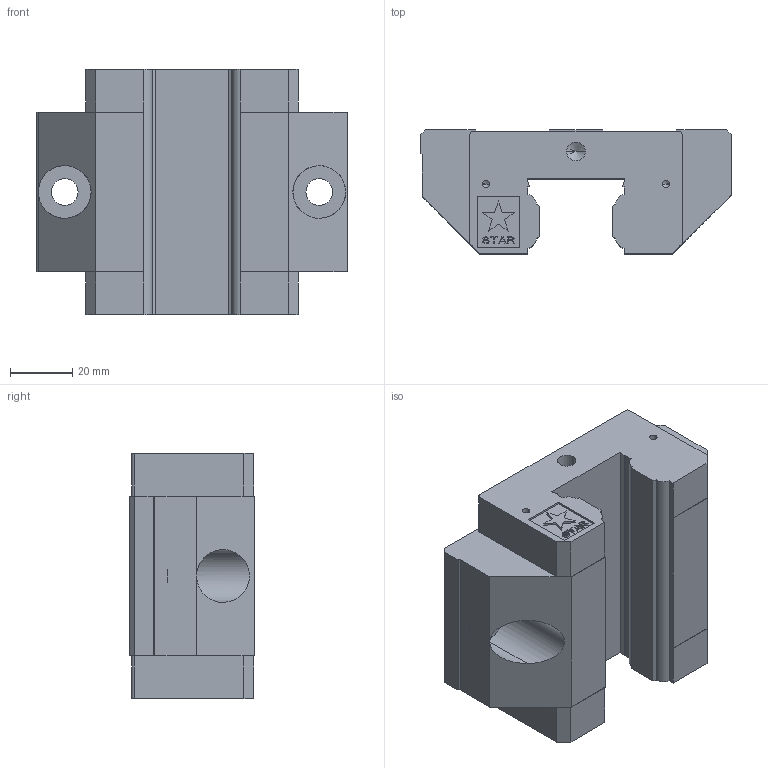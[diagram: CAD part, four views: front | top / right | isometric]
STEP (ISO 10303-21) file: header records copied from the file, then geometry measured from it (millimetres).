
FILE_DESCRIPTION (( 'STEP AP214' ), '1' );
FILE_NAME ('Rexroth-Runner-Block-R166531420.step', '2020-07-02T09:31:55', ( '' ), ( '' ), 'SwSTEP 2.0', 'SolidWorks 2010', '' );
FILE_SCHEMA (( 'AUTOMOTIVE_DESIGN' ));
Length unit declared in the file: millimetre
Products named in the file (1): Rexroth-Runner-Block-R166531420
Bounding box: 100 x 40 x 79 mm (x, y, z)
Volume: 198504.9 mm3; surface area: 32181.8 mm2
Topology: 1 solids, 1 shells, 336 faces, 938 edges, 615 vertices
Faces by surface type: plane 296, cylinder 28, cone 12
Entity records: 10548 total; most frequent: CARTESIAN_POINT 1893, ORIENTED_EDGE 1852, DIRECTION 1647, EDGE_CURVE 926, LINE 869, VECTOR 869, VERTEX_POINT 615, AXIS2_PLACEMENT_3D 389
